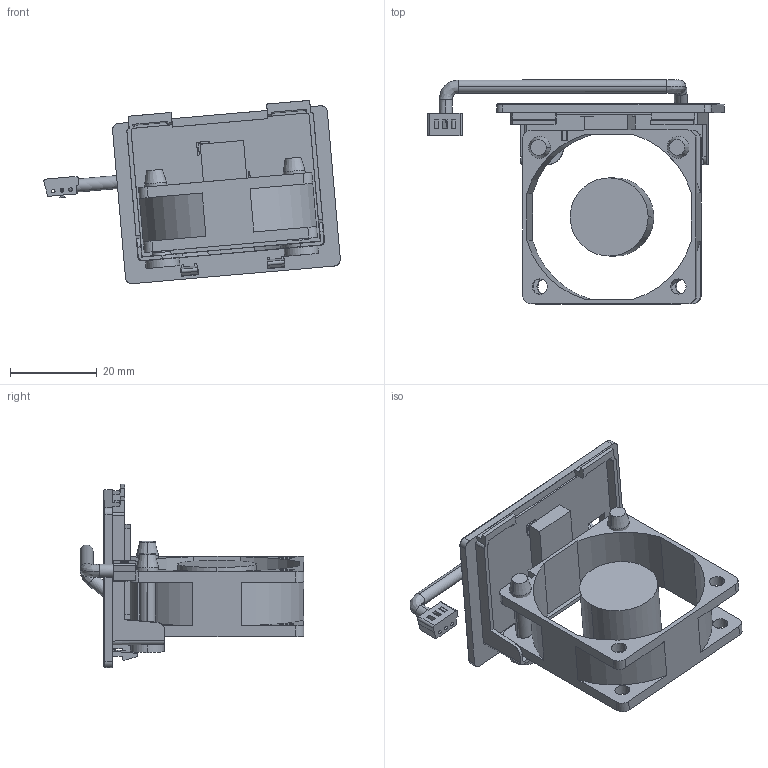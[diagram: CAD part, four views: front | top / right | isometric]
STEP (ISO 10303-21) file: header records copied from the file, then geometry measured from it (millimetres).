
FILE_DESCRIPTION (( 'STEP AP214' ), '1' );
FILE_NAME ('GS4-FAN-CB1.STEP', '2017-05-24T19:52:55', ( '' ), ( '' ), 'SwSTEP 2.0', 'SolidWorks 2015', '' );
FILE_SCHEMA (( 'AUTOMOTIVE_DESIGN' ));
Length unit declared in the file: millimetre
Products named in the file (1): GS4-FAN-CB1
Bounding box: 68.22 x 51.5 x 42.19 mm (x, y, z)
Surface area: 13975.6 mm2 (no closed solid volume)
Topology: 0 solids, 139 shells, 252 faces, 1117 edges, 999 vertices
Faces by surface type: plane 138, cylinder 90, bspline 20, cone 4
Entity records: 14320 total; most frequent: CARTESIAN_POINT 5810, DIRECTION 1503, ORIENTED_EDGE 1408, EDGE_CURVE 1117, VERTEX_POINT 999, VECTOR 763, LINE 763, AXIS2_PLACEMENT_3D 370
